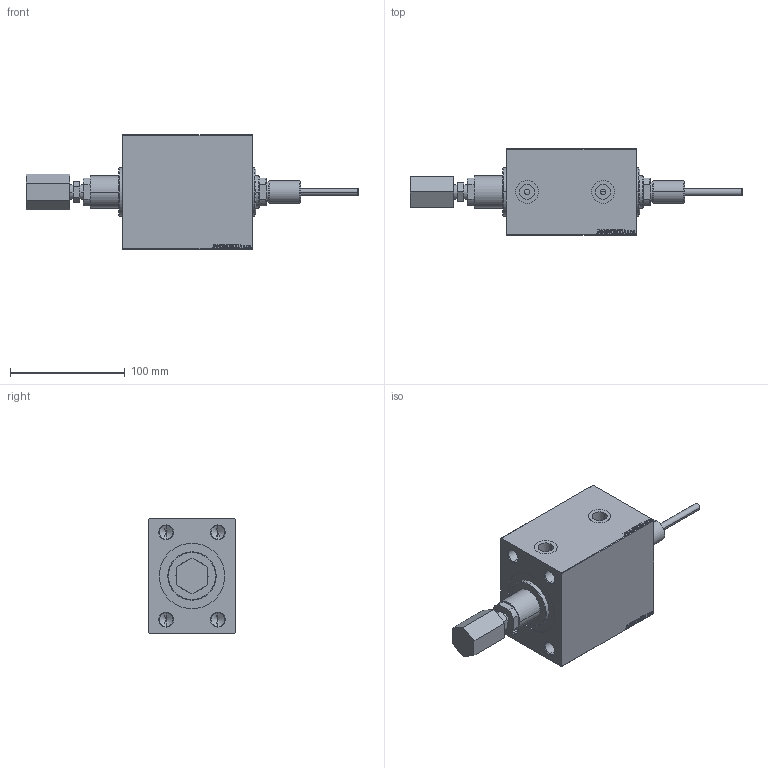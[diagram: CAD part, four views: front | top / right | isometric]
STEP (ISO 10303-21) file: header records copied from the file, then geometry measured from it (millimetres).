
FILE_DESCRIPTION (( 'STEP AP203' ), '1' );
FILE_NAME ('e523.STEP', '2023-04-05T10:47:43', ( '' ), ( '' ), 'SwSTEP 2.0', 'SolidWorks 2019', '' );
FILE_SCHEMA (( 'CONFIG_CONTROL_DESIGN' ));
Length unit declared in the file: millimetre
Products named in the file (6): V450DCP_B_VCP aa8d3bd7eee6cca0edd8cfe067d72c5b; V450DCP_B_Body aa8d3bd7eee6cca0edd8cfe067d72c5b; V450DCP_VC_B aa8d3bd7eee6cca0edd8cfe067d72c5b; V450CP_MALE_METRIC aa8d3bd7eee6cca0edd8cfe067d72c5b; V450DCP_B_RodCooling_ACCESSORIES aa8d3bd7eee6cca0edd8cfe067d72c5b; e523
Assembly tree (5 placements, depth 2):
  e523
    V450DCP_B_Body aa8d3bd7eee6cca0edd8cfe067d72c5b
    V450DCP_B_VCP aa8d3bd7eee6cca0edd8cfe067d72c5b
    V450DCP_VC_B aa8d3bd7eee6cca0edd8cfe067d72c5b
    V450DCP_B_RodCooling_ACCESSORIES aa8d3bd7eee6cca0edd8cfe067d72c5b
    V450CP_MALE_METRIC aa8d3bd7eee6cca0edd8cfe067d72c5b
Bounding box: 289.2 x 75 x 100 mm (x, y, z)
Volume: 849165.9 mm3; surface area: 132649 mm2
Topology: 5 solids, 5 shells, 986 faces, 2480 edges, 1618 vertices
Faces by surface type: plane 438, bspline 380, cylinder 98, cone 66, torus 4
Entity records: 47562 total; most frequent: CARTESIAN_POINT 25784, ORIENTED_EDGE 4928, DIRECTION 3158, EDGE_CURVE 2464, VERTEX_POINT 1618, VECTOR 1430, LINE 1430, EDGE_LOOP 1128
